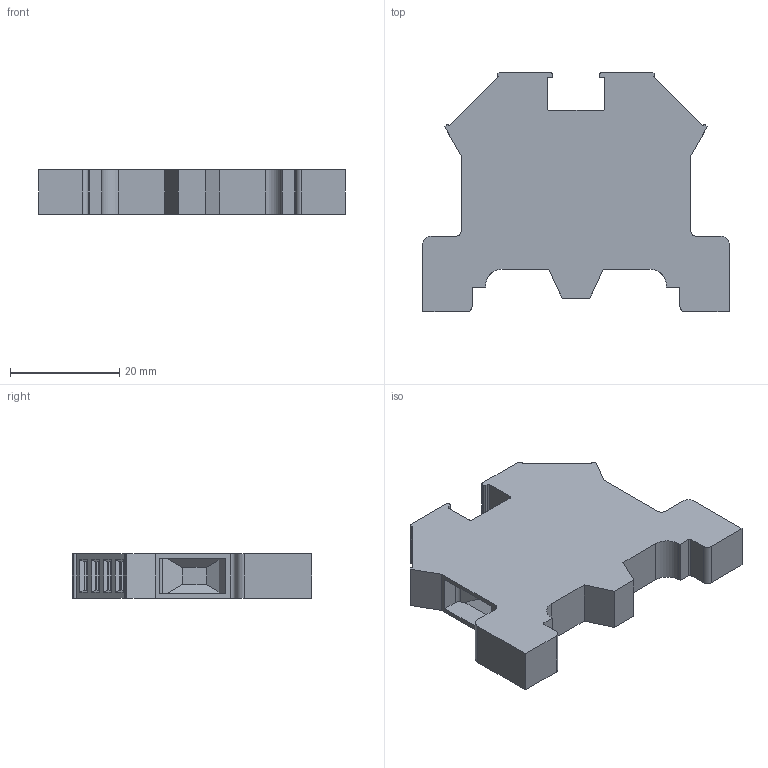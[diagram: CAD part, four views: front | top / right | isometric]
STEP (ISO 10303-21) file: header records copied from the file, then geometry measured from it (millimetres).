
FILE_DESCRIPTION(/* description */ (''),/* implementation_level */ '2;1');
FILE_NAME(/* name */ '1065_SL4_32_iso.stp',/* time_stamp */ '2011-07-19T09:29:17+02:00',/* author */ (''),/* organization */ (''),/* preprocessor_version */ 'ST-DEVELOPER v11',/* originating_system */ 'SIEMENS UGS NX 6.0',/* authorisation */ '');
FILE_SCHEMA (('CONFIG_CONTROL_DESIGN'));
Length unit declared in the file: millimetre
Products named in the file (1): 1065_SL4_32_iso
Bounding box: 56 x 43.8 x 8.1 mm (x, y, z)
Volume: 12721.8 mm3; surface area: 5850.2 mm2
Topology: 1 solids, 1 shells, 233 faces, 628 edges, 410 vertices
Faces by surface type: plane 181, cylinder 52
Full cylindrical faces by diameter (mm): 4.3 x2
Entity records: 7284 total; most frequent: CARTESIAN_POINT 1266, ORIENTED_EDGE 1248, DIRECTION 1204, EDGE_CURVE 624, LINE 512, VECTOR 512, VERTEX_POINT 408, AXIS2_PLACEMENT_3D 346
